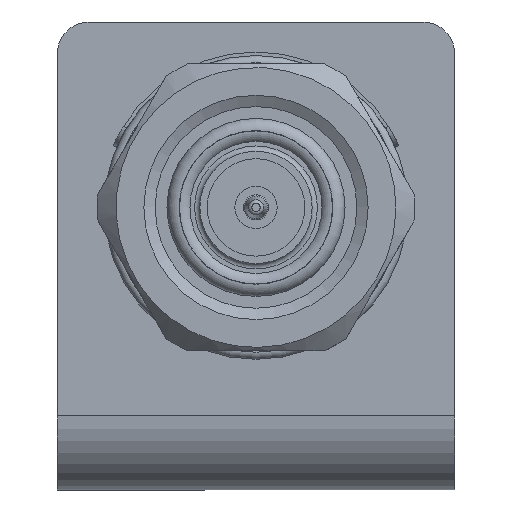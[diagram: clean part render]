
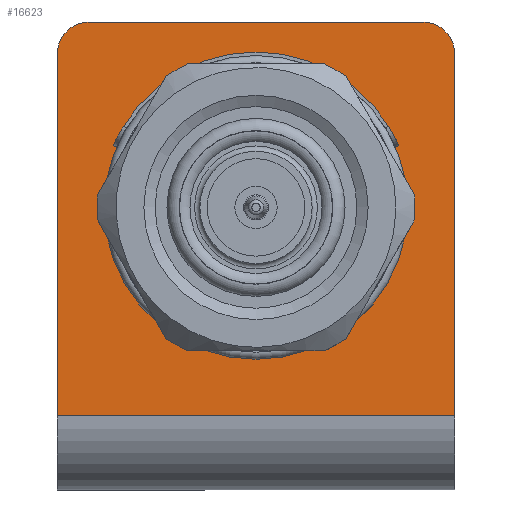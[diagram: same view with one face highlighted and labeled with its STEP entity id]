
A CAD part, left-side view. The second image highlights one B-rep face of the part: STEP entity #16623.
In plain terms, the highlighted face is planar.
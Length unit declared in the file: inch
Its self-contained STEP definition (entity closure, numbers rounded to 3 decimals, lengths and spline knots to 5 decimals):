
#305 = VERTEX_POINT ( 'NONE', #12816 ) ;
#527 = VERTEX_POINT ( 'NONE', #1342 ) ;
#606 = VECTOR ( 'NONE', #1818, 39.37008 ) ;
#821 = CARTESIAN_POINT ( 'NONE',  ( -0.16634, 0.4425, -0.09 ) ) ;
#991 = ORIENTED_EDGE ( 'NONE', *, *, #9721, .F. ) ;
#1130 = EDGE_CURVE ( 'NONE', #1243, #16820, #12704, .T. ) ;
#1160 = AXIS2_PLACEMENT_3D ( 'NONE', #3837, #15821, #14416 ) ;
#1238 = CIRCLE ( 'NONE', #2918, 0.315 ) ;
#1243 = VERTEX_POINT ( 'NONE', #13722 ) ;
#1342 = CARTESIAN_POINT ( 'NONE',  ( 0.5625, 1.145, -0.09 ) ) ;
#1577 = ORIENTED_EDGE ( 'NONE', *, *, #14859, .F. ) ;
#1728 = LINE ( 'NONE', #13887, #606 ) ;
#1818 = DIRECTION ( 'NONE',  ( 0., -1., 0. ) ) ;
#1930 = CARTESIAN_POINT ( 'NONE',  ( 0.5625, 0.9775, -0.09 ) ) ;
#2181 = CIRCLE ( 'NONE', #10003, 0.315 ) ;
#2422 = VERTEX_POINT ( 'NONE', #13300 ) ;
#2599 = VERTEX_POINT ( 'NONE', #13824 ) ;
#2837 = VERTEX_POINT ( 'NONE', #12841 ) ;
#2918 = AXIS2_PLACEMENT_3D ( 'NONE', #11181, #9875, #3488 ) ;
#2996 = DIRECTION ( 'NONE',  ( 0., 0., -1. ) ) ;
#3185 = LINE ( 'NONE', #15068, #13719 ) ;
#3367 = LINE ( 'NONE', #7391, #13454 ) ;
#3488 = DIRECTION ( 'NONE',  ( 0., 1., 0. ) ) ;
#3492 = DIRECTION ( 'NONE',  ( -1., 0., 0. ) ) ;
#3572 = EDGE_CURVE ( 'NONE', #2837, #527, #16251, .T. ) ;
#3578 = CARTESIAN_POINT ( 'NONE',  ( 0.5625, 0.12, -0.09 ) ) ;
#3641 = ORIENTED_EDGE ( 'NONE', *, *, #1130, .F. ) ;
#3837 = CARTESIAN_POINT ( 'NONE',  ( 0.4725, 1.145, -0.09 ) ) ;
#4134 = CARTESIAN_POINT ( 'NONE',  ( 0.5625, 1.235, -0.09 ) ) ;
#4230 = FACE_OUTER_BOUND ( 'NONE', #12908, .T. ) ;
#4317 = PLANE ( 'NONE',  #16661 ) ;
#4394 = CARTESIAN_POINT ( 'NONE',  ( -0.4725, 1.145, -0.09 ) ) ;
#4584 = DIRECTION ( 'NONE',  ( -1., 0., 0. ) ) ;
#4931 = ORIENTED_EDGE ( 'NONE', *, *, #6261, .F. ) ;
#5338 = ORIENTED_EDGE ( 'NONE', *, *, #7120, .F. ) ;
#5402 = VECTOR ( 'NONE', #11298, 39.37008 ) ;
#5551 = DIRECTION ( 'NONE',  ( 0., 1., 0. ) ) ;
#5970 = DIRECTION ( 'NONE',  ( 0., 1., 0. ) ) ;
#6001 = VERTEX_POINT ( 'NONE', #821 ) ;
#6047 = DIRECTION ( 'NONE',  ( 0., 0., -1. ) ) ;
#6074 = ORIENTED_EDGE ( 'NONE', *, *, #3572, .T. ) ;
#6261 = EDGE_CURVE ( 'NONE', #16820, #15658, #1238, .T. ) ;
#7120 = EDGE_CURVE ( 'NONE', #2837, #2422, #3185, .T. ) ;
#7277 = CARTESIAN_POINT ( 'NONE',  ( 0.16634, 0.9775, -0.09 ) ) ;
#7391 = CARTESIAN_POINT ( 'NONE',  ( -0.5625, 1.235, -0.09 ) ) ;
#7500 = LINE ( 'NONE', #3578, #10389 ) ;
#7507 = VERTEX_POINT ( 'NONE', #11904 ) ;
#7688 = EDGE_CURVE ( 'NONE', #2599, #2422, #16513, .T. ) ;
#7963 = EDGE_CURVE ( 'NONE', #527, #7507, #1728, .T. ) ;
#8055 = EDGE_CURVE ( 'NONE', #7507, #305, #7500, .T. ) ;
#8082 = CARTESIAN_POINT ( 'NONE',  ( 0., 0.71, -0.09 ) ) ;
#8318 = DIRECTION ( 'NONE',  ( 0., 1., 0. ) ) ;
#8812 = EDGE_CURVE ( 'NONE', #15658, #6001, #9005, .T. ) ;
#9005 = LINE ( 'NONE', #10062, #5402 ) ;
#9010 = CARTESIAN_POINT ( 'NONE',  ( 0.16634, 0.4425, -0.09 ) ) ;
#9721 = EDGE_CURVE ( 'NONE', #6001, #1243, #2181, .T. ) ;
#9875 = DIRECTION ( 'NONE',  ( 0., 0., -1. ) ) ;
#10003 = AXIS2_PLACEMENT_3D ( 'NONE', #8082, #16048, #5551 ) ;
#10062 = CARTESIAN_POINT ( 'NONE',  ( 0.5625, 0.4425, -0.09 ) ) ;
#10373 = AXIS2_PLACEMENT_3D ( 'NONE', #4394, #6047, #5970 ) ;
#10389 = VECTOR ( 'NONE', #3492, 39.37008 ) ;
#11181 = CARTESIAN_POINT ( 'NONE',  ( 0., 0.71, -0.09 ) ) ;
#11208 = ORIENTED_EDGE ( 'NONE', *, *, #7688, .T. ) ;
#11298 = DIRECTION ( 'NONE',  ( -1., 0., 0. ) ) ;
#11904 = CARTESIAN_POINT ( 'NONE',  ( 0.5625, 0.12, -0.09 ) ) ;
#12704 = LINE ( 'NONE', #1930, #14523 ) ;
#12816 = CARTESIAN_POINT ( 'NONE',  ( -0.5625, 0.12, -0.09 ) ) ;
#12841 = CARTESIAN_POINT ( 'NONE',  ( 0.4725, 1.235, -0.09 ) ) ;
#12908 = EDGE_LOOP ( 'NONE', ( #1577, #11208, #5338, #6074, #12947, #14808 ) ) ;
#12947 = ORIENTED_EDGE ( 'NONE', *, *, #7963, .T. ) ;
#13300 = CARTESIAN_POINT ( 'NONE',  ( -0.4725, 1.235, -0.09 ) ) ;
#13454 = VECTOR ( 'NONE', #15692, 39.37008 ) ;
#13719 = VECTOR ( 'NONE', #4584, 39.37008 ) ;
#13722 = CARTESIAN_POINT ( 'NONE',  ( -0.16634, 0.9775, -0.09 ) ) ;
#13824 = CARTESIAN_POINT ( 'NONE',  ( -0.5625, 1.145, -0.09 ) ) ;
#13887 = CARTESIAN_POINT ( 'NONE',  ( 0.5625, 1.235, -0.09 ) ) ;
#13956 = EDGE_LOOP ( 'NONE', ( #991, #15563, #4931, #3641 ) ) ;
#14416 = DIRECTION ( 'NONE',  ( 0., 1., 0. ) ) ;
#14523 = VECTOR ( 'NONE', #15318, 39.37008 ) ;
#14792 = FACE_BOUND ( 'NONE', #13956, .T. ) ;
#14808 = ORIENTED_EDGE ( 'NONE', *, *, #8055, .T. ) ;
#14859 = EDGE_CURVE ( 'NONE', #2599, #305, #3367, .T. ) ;
#15068 = CARTESIAN_POINT ( 'NONE',  ( 0.5625, 1.235, -0.09 ) ) ;
#15318 = DIRECTION ( 'NONE',  ( 1., 0., 0. ) ) ;
#15563 = ORIENTED_EDGE ( 'NONE', *, *, #8812, .F. ) ;
#15658 = VERTEX_POINT ( 'NONE', #9010 ) ;
#15692 = DIRECTION ( 'NONE',  ( 0., -1., 0. ) ) ;
#15821 = DIRECTION ( 'NONE',  ( 0., 0., -1. ) ) ;
#16048 = DIRECTION ( 'NONE',  ( 0., 0., -1. ) ) ;
#16251 = CIRCLE ( 'NONE', #1160, 0.09 ) ;
#16513 = CIRCLE ( 'NONE', #10373, 0.09 ) ;
#16623 = ADVANCED_FACE ( 'NONE', ( #14792, #4230 ), #4317, .T. ) ;
#16661 = AXIS2_PLACEMENT_3D ( 'NONE', #4134, #2996, #8318 ) ;
#16820 = VERTEX_POINT ( 'NONE', #7277 ) ;
